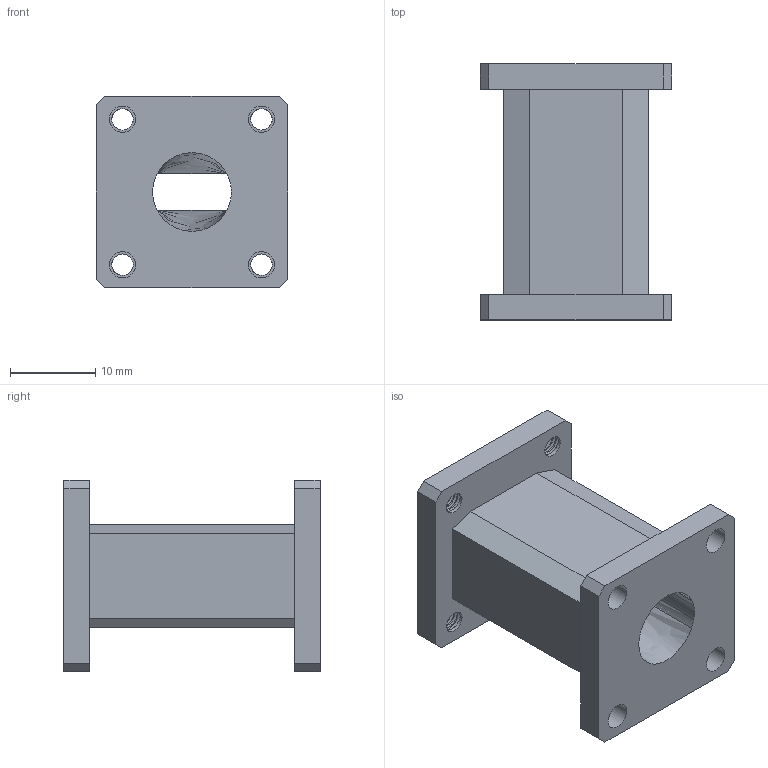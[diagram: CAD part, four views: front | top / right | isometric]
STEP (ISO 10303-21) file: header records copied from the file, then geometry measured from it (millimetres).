
FILE_DESCRIPTION(('FreeCAD Model'),'2;1');
FILE_NAME('Open CASCADE Shape Model','2024-03-14T14:12:09',('Author'),( ''),'Open CASCADE STEP processor 7.6','FreeCAD','Unknown');
FILE_SCHEMA(('AUTOMOTIVE_DESIGN { 1 0 10303 214 1 1 1 1 }'));
Length unit declared in the file: millimetre
Products named in the file (1): Body
Bounding box: 22.4 x 30 x 22.4 mm (x, y, z)
Volume: 5926.4 mm3; surface area: 4333.7 mm2
Topology: 1 solids, 1 shells, 157 faces, 363 edges, 210 vertices
Faces by surface type: bspline 93, plane 32, cylinder 32
Full cylindrical faces by diameter (mm): 2.52 x24, 3.07 x4
Entity records: 12515 total; most frequent: CARTESIAN_POINT 9631, ORIENTED_EDGE 726, EDGE_CURVE 363, DIRECTION 313, B_SPLINE_CURVE_WITH_KNOTS 213, VERTEX_POINT 210, FACE_BOUND 177, EDGE_LOOP 177
